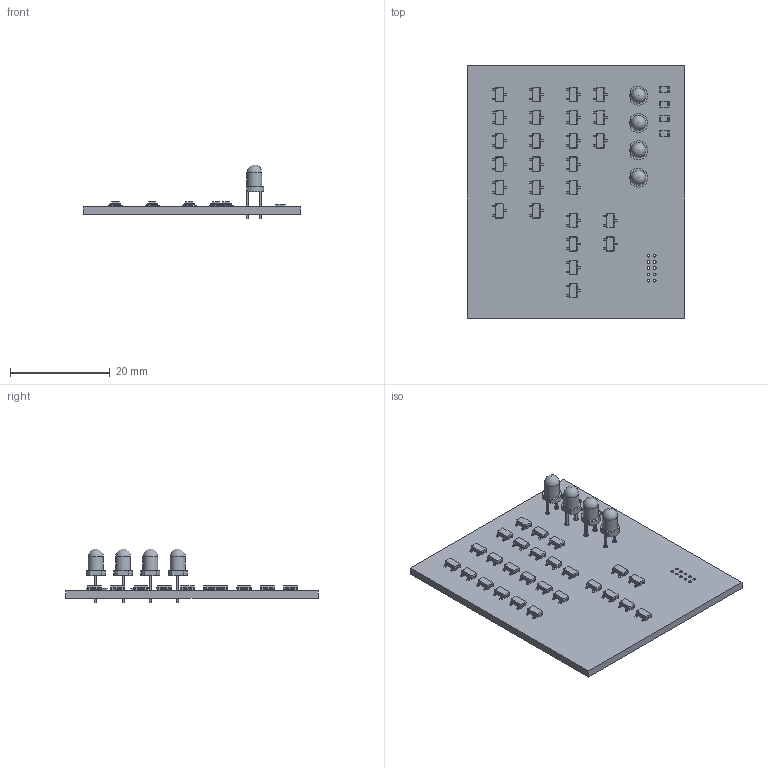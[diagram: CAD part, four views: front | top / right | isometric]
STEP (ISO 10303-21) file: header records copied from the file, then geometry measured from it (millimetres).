
FILE_DESCRIPTION(('KiCad electronic assembly'),'2;1');
FILE_NAME('led_panel_4.step','2026-01-13T23:07:07',('Pcbnew'),('Kicad'), 'Open CASCADE STEP processor 7.8','KiCad to STEP converter','Unknown' );
FILE_SCHEMA(('AUTOMOTIVE_DESIGN { 1 0 10303 214 1 1 1 1 }'));
Length unit declared in the file: millimetre
Products named in the file (5): led_panel_4 1; LED_D3.0mm; TSOT-23; R_0805_2012Metric; led_panel_3_PCB
Assembly tree (35 placements, depth 2):
  led_panel_4 1
    LED_D3.0mm  x4
    TSOT-23  x26
    R_0805_2012Metric  x4
    led_panel_3_PCB
Bounding box: 43.5 x 50.5 x 10.8 mm (x, y, z)
Volume: 3567 mm3; surface area: 5568.6 mm2
Topology: 35 solids, 35 shells, 2064 faces, 5374 edges, 3410 vertices
Faces by surface type: plane 1274, bspline 416, cylinder 370, sphere 4
Full cylindrical faces by diameter (mm): 0.55 x10, 0.9 x8, 3 x4
Entity records: 5532 total; most frequent: CARTESIAN_POINT 838, DIRECTION 736, ORIENTED_EDGE 720, EDGE_CURVE 360, LINE 252, VECTOR 252, AXIS2_PLACEMENT_3D 242, VERTEX_POINT 232
